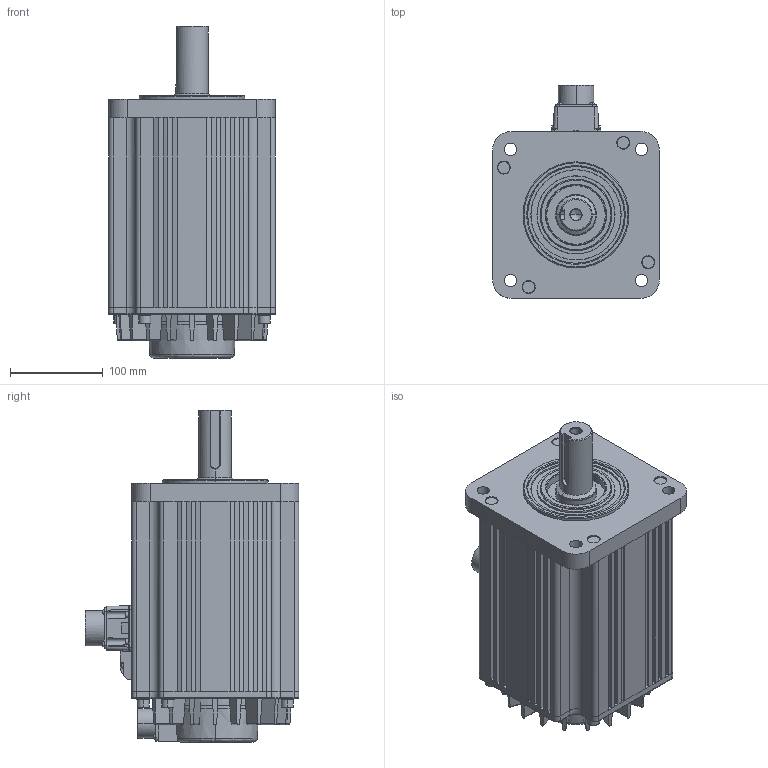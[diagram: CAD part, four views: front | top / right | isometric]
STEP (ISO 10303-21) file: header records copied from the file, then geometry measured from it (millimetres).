
FILE_DESCRIPTION (( 'STEP AP214' ), '1' );
FILE_NAME ('SV2H-245B Raw Coord fXT.STEP', '2020-07-13T20:09:19', ( '' ), ( '' ), 'SwSTEP 2.0', 'SolidWorks 2017', '' );
FILE_SCHEMA (( 'AUTOMOTIVE_DESIGN' ));
Length unit declared in the file: inch
Products named in the file (1): SV2H-245B Raw Coord fXT
Bounding box: 180 x 230.02 x 358 mm (x, y, z)
Volume: 7246830.9 mm3; surface area: 359153.4 mm2
Topology: 1 solids, 1 shells, 635 faces, 1580 edges, 1019 vertices
Faces by surface type: plane 336, cylinder 204, cone 53, bspline 22, torus 20
Entity records: 30377 total; most frequent: CARTESIAN_POINT 16671, ORIENTED_EDGE 3156, DIRECTION 2210, EDGE_CURVE 1578, VERTEX_POINT 1019, AXIS2_PLACEMENT_3D 752, EDGE_LOOP 717, B_SPLINE_CURVE_WITH_KNOTS 712
